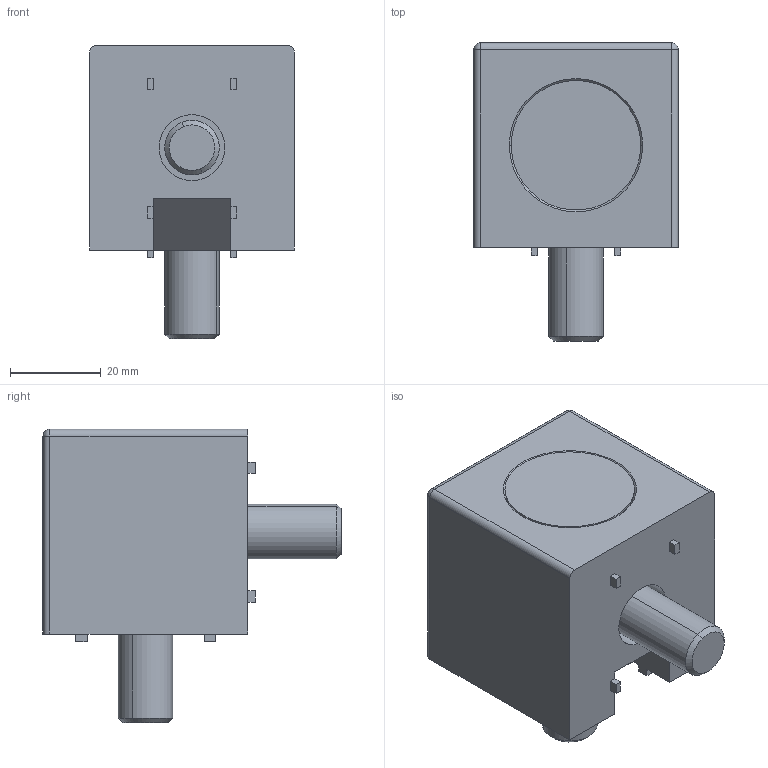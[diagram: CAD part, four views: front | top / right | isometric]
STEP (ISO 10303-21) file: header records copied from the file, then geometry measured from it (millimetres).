
FILE_DESCRIPTION (( 'STEP AP214' ), '1' );
FILE_NAME ('SNSD.30.52.11. 2-õ ñòîðîííèé ñîåäèíèòåëü 45õ45, ïàç 10(H45).STEP', '2015-01-14T08:57:04', ( 'XTreme.ws' ), ( 'XTreme.ws' ), 'SwSTEP 2.0', 'SolidWorks 2014', '' );
FILE_SCHEMA (( 'AUTOMOTIVE_DESIGN' ));
Length unit declared in the file: millimetre
Products named in the file (9): SNSD.30.51.58. 鍔錓(E51)H45; SNSD.30.51.58. 鍔錓(E51)H45_00; SNSD.30.51.58. 3-õ ñòîðîííèé ñîåäèíèòåëü 45õ45, ïàç 10(E51)H45; SNSD.30.51.58. 3-õ ñòîðîííèé ñîåäèíèòåëü 45õ45, ïàç 10(E51)H45_00; SNSD.30.51.58. 青汶篪赅(E51)H45; SNSD.30.52.11. 2-õ ñòîðîííèé ñîåäèíèòåëü 45õ45, ïàç 10(H45); SNSD.30.51.58. 青汶篪赅(E51)H45_00
Assembly tree (5 placements, depth 2):
  SNSD.30.51.58. 鍔錓(E51)H45
  SNSD.30.51.58. 3-õ ñòîðîííèé ñîåäèíèòåëü 45õ45, ïàç 10(E51)H45
  SNSD.30.51.58. 青汶篪赅(E51)H45
  SNSD.30.51.58. 鍔錓(E51)H45
  SNSD.30.51.58. 青汶篪赅(E51)H45
Bounding box: 45 x 65.5 x 64.5 mm (x, y, z)
Volume: 70276.2 mm3; surface area: 22829.1 mm2
Topology: 5 solids, 5 shells, 222 faces, 572 edges, 372 vertices
Faces by surface type: plane 132, cylinder 72, cone 12, torus 4, sphere 2
Entity records: 4776 total; most frequent: CARTESIAN_POINT 883, DIRECTION 777, ORIENTED_EDGE 750, EDGE_CURVE 375, LINE 273, VECTOR 273, AXIS2_PLACEMENT_3D 252, VERTEX_POINT 244
